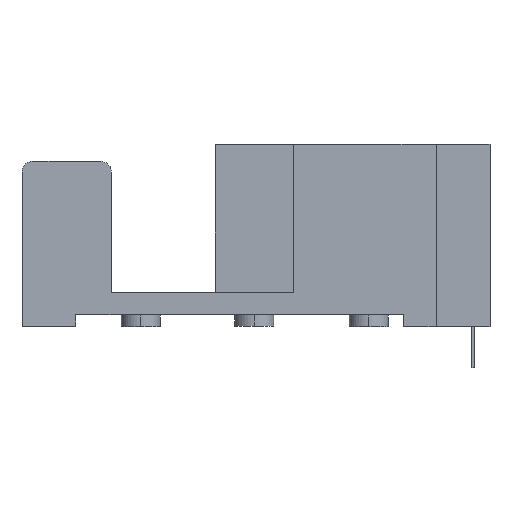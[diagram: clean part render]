
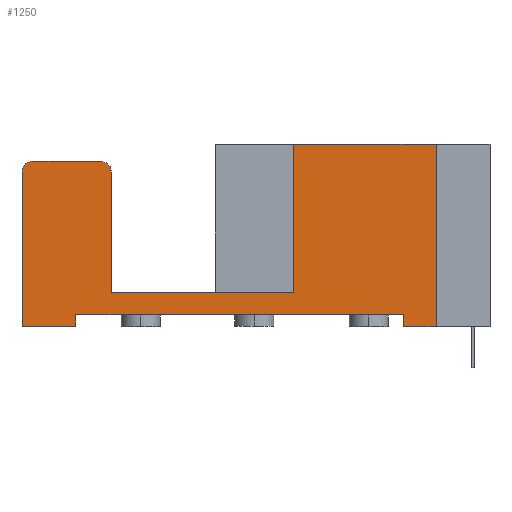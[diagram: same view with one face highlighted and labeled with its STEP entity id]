
A CAD part, top view. The second image highlights one B-rep face of the part: STEP entity #1250.
In plain terms, the highlighted planar face has unit normal (0, 0, 1).
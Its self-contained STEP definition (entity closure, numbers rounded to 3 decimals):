
#14 = DIRECTION ( 'NONE',  ( 1., 0., 0. ) ) ;
#127 = EDGE_CURVE ( 'NONE', #1811, #276, #5135, .T. ) ;
#261 = VECTOR ( 'NONE', #3693, 1000. ) ;
#276 = VERTEX_POINT ( 'NONE', #1391 ) ;
#290 = CARTESIAN_POINT ( 'NONE',  ( 17.399, 1.397, 15.062 ) ) ;
#297 = VERTEX_POINT ( 'NONE', #2885 ) ;
#322 = LINE ( 'NONE', #5837, #2606 ) ;
#334 = DIRECTION ( 'NONE',  ( 0., -1., 0. ) ) ;
#446 = VERTEX_POINT ( 'NONE', #5626 ) ;
#480 = CARTESIAN_POINT ( 'NONE',  ( 0., 19.431, 15.062 ) ) ;
#528 = VERTEX_POINT ( 'NONE', #6289 ) ;
#568 = CARTESIAN_POINT ( 'NONE',  ( 4.445, 21.463, 15.062 ) ) ;
#620 = ORIENTED_EDGE ( 'NONE', *, *, #662, .F. ) ;
#662 = EDGE_CURVE ( 'NONE', #3350, #4631, #965, .T. ) ;
#825 = DIRECTION ( 'NONE',  ( 0., -1., 0. ) ) ;
#965 = CIRCLE ( 'NONE', #4900, 1.27 ) ;
#968 = CARTESIAN_POINT ( 'NONE',  ( -17.018, 3.937, 15.062 ) ) ;
#976 = DIRECTION ( 'NONE',  ( -1., 0., 0. ) ) ;
#1021 = CARTESIAN_POINT ( 'NONE',  ( 17.399, 0., 15.062 ) ) ;
#1081 = CARTESIAN_POINT ( 'NONE',  ( 0., 0., 15.062 ) ) ;
#1190 = VECTOR ( 'NONE', #2221, 1000. ) ;
#1221 = DIRECTION ( 'NONE',  ( 1., 0., 0. ) ) ;
#1250 = ADVANCED_FACE ( 'NONE', ( #3889 ), #2755, .F. ) ;
#1274 = ORIENTED_EDGE ( 'NONE', *, *, #4452, .F. ) ;
#1306 = CARTESIAN_POINT ( 'NONE',  ( -21.209, 1.397, 15.062 ) ) ;
#1333 = VERTEX_POINT ( 'NONE', #6439 ) ;
#1391 = CARTESIAN_POINT ( 'NONE',  ( 17.399, 0., 15.062 ) ) ;
#1460 = VECTOR ( 'NONE', #5329, 1000. ) ;
#1478 = LINE ( 'NONE', #6011, #6194 ) ;
#1483 = DIRECTION ( 'NONE',  ( 1., 0., 0. ) ) ;
#1498 = ORIENTED_EDGE ( 'NONE', *, *, #4001, .F. ) ;
#1613 = CARTESIAN_POINT ( 'NONE',  ( -27.559, 18.161, 15.062 ) ) ;
#1811 = VERTEX_POINT ( 'NONE', #3511 ) ;
#1843 = CARTESIAN_POINT ( 'NONE',  ( -18.288, 19.431, 15.062 ) ) ;
#1924 = ORIENTED_EDGE ( 'NONE', *, *, #6615, .F. ) ;
#2000 = VERTEX_POINT ( 'NONE', #1613 ) ;
#2026 = VECTOR ( 'NONE', #6107, 1000. ) ;
#2047 = EDGE_LOOP ( 'NONE', ( #1274, #3200, #5990, #3157, #5840, #4672, #1924, #2686, #5499, #3168, #620, #5109, #4690, #1498 ) ) ;
#2084 = DIRECTION ( 'NONE',  ( 0., 0., -1. ) ) ;
#2124 = LINE ( 'NONE', #5598, #261 ) ;
#2221 = DIRECTION ( 'NONE',  ( 0., -1., 0. ) ) ;
#2322 = DIRECTION ( 'NONE',  ( -1., 0., 0. ) ) ;
#2477 = CARTESIAN_POINT ( 'NONE',  ( -18.288, 18.161, 15.062 ) ) ;
#2557 = VERTEX_POINT ( 'NONE', #3736 ) ;
#2606 = VECTOR ( 'NONE', #6379, 1000. ) ;
#2654 = CARTESIAN_POINT ( 'NONE',  ( -21.209, 0., 15.062 ) ) ;
#2686 = ORIENTED_EDGE ( 'NONE', *, *, #3440, .T. ) ;
#2715 = EDGE_CURVE ( 'NONE', #6187, #276, #3866, .T. ) ;
#2755 = PLANE ( 'NONE',  #5979 ) ;
#2786 = EDGE_CURVE ( 'NONE', #5050, #297, #3127, .T. ) ;
#2796 = VECTOR ( 'NONE', #4160, 1000. ) ;
#2822 = DIRECTION ( 'NONE',  ( 0., 0., -1. ) ) ;
#2855 = CARTESIAN_POINT ( 'NONE',  ( 0., 21.463, 15.062 ) ) ;
#2885 = CARTESIAN_POINT ( 'NONE',  ( -21.209, 0., 15.062 ) ) ;
#3117 = DIRECTION ( 'NONE',  ( -1., 0., 0. ) ) ;
#3127 = LINE ( 'NONE', #2654, #1190 ) ;
#3157 = ORIENTED_EDGE ( 'NONE', *, *, #2715, .T. ) ;
#3168 = ORIENTED_EDGE ( 'NONE', *, *, #5078, .F. ) ;
#3200 = ORIENTED_EDGE ( 'NONE', *, *, #2786, .F. ) ;
#3215 = VECTOR ( 'NONE', #825, 1000. ) ;
#3242 = VECTOR ( 'NONE', #3117, 1000. ) ;
#3254 = CARTESIAN_POINT ( 'NONE',  ( 0., 3.937, 15.062 ) ) ;
#3350 = VERTEX_POINT ( 'NONE', #1843 ) ;
#3440 = EDGE_CURVE ( 'NONE', #4567, #446, #1478, .T. ) ;
#3457 = VERTEX_POINT ( 'NONE', #968 ) ;
#3511 = CARTESIAN_POINT ( 'NONE',  ( 21.209, 0., 15.062 ) ) ;
#3570 = CARTESIAN_POINT ( 'NONE',  ( -27.559, 3.937, 15.062 ) ) ;
#3617 = LINE ( 'NONE', #1081, #3242 ) ;
#3693 = DIRECTION ( 'NONE',  ( 0., -1., 0. ) ) ;
#3736 = CARTESIAN_POINT ( 'NONE',  ( -27.559, 0., 15.062 ) ) ;
#3866 = LINE ( 'NONE', #1021, #3215 ) ;
#3889 = FACE_OUTER_BOUND ( 'NONE', #2047, .T. ) ;
#3914 = DIRECTION ( 'NONE',  ( -1., 0., 0. ) ) ;
#3955 = EDGE_CURVE ( 'NONE', #1333, #3350, #5098, .T. ) ;
#3980 = CARTESIAN_POINT ( 'NONE',  ( 0., 1.397, 15.062 ) ) ;
#4001 = EDGE_CURVE ( 'NONE', #2557, #2000, #4129, .T. ) ;
#4129 = LINE ( 'NONE', #3570, #2796 ) ;
#4160 = DIRECTION ( 'NONE',  ( 0., 1., 0. ) ) ;
#4409 = EDGE_CURVE ( 'NONE', #2000, #1333, #5474, .T. ) ;
#4440 = DIRECTION ( 'NONE',  ( 0., 0., -1. ) ) ;
#4452 = EDGE_CURVE ( 'NONE', #297, #2557, #3617, .T. ) ;
#4567 = VERTEX_POINT ( 'NONE', #568 ) ;
#4631 = VERTEX_POINT ( 'NONE', #4868 ) ;
#4672 = ORIENTED_EDGE ( 'NONE', *, *, #5692, .F. ) ;
#4690 = ORIENTED_EDGE ( 'NONE', *, *, #4409, .F. ) ;
#4868 = CARTESIAN_POINT ( 'NONE',  ( -17.018, 18.161, 15.062 ) ) ;
#4900 = AXIS2_PLACEMENT_3D ( 'NONE', #2477, #4440, #1483 ) ;
#4954 = LINE ( 'NONE', #3980, #5492 ) ;
#5050 = VERTEX_POINT ( 'NONE', #1306 ) ;
#5078 = EDGE_CURVE ( 'NONE', #4631, #3457, #322, .T. ) ;
#5098 = LINE ( 'NONE', #480, #5995 ) ;
#5109 = ORIENTED_EDGE ( 'NONE', *, *, #3955, .F. ) ;
#5135 = LINE ( 'NONE', #6036, #2026 ) ;
#5161 = AXIS2_PLACEMENT_3D ( 'NONE', #5551, #2084, #976 ) ;
#5299 = LINE ( 'NONE', #2855, #1460 ) ;
#5329 = DIRECTION ( 'NONE',  ( 1., 0., 0. ) ) ;
#5474 = CIRCLE ( 'NONE', #5161, 1.27 ) ;
#5492 = VECTOR ( 'NONE', #3914, 1000. ) ;
#5499 = ORIENTED_EDGE ( 'NONE', *, *, #5834, .F. ) ;
#5551 = CARTESIAN_POINT ( 'NONE',  ( -26.289, 18.161, 15.062 ) ) ;
#5598 = CARTESIAN_POINT ( 'NONE',  ( 21.209, 3.937, 15.062 ) ) ;
#5626 = CARTESIAN_POINT ( 'NONE',  ( 4.445, 3.937, 15.062 ) ) ;
#5692 = EDGE_CURVE ( 'NONE', #528, #1811, #2124, .T. ) ;
#5834 = EDGE_CURVE ( 'NONE', #3457, #446, #6397, .T. ) ;
#5837 = CARTESIAN_POINT ( 'NONE',  ( -17.018, 3.937, 15.062 ) ) ;
#5840 = ORIENTED_EDGE ( 'NONE', *, *, #127, .F. ) ;
#5894 = EDGE_CURVE ( 'NONE', #6187, #5050, #4954, .T. ) ;
#5979 = AXIS2_PLACEMENT_3D ( 'NONE', #6299, #2822, #2322 ) ;
#5990 = ORIENTED_EDGE ( 'NONE', *, *, #5894, .F. ) ;
#5995 = VECTOR ( 'NONE', #14, 1000. ) ;
#6011 = CARTESIAN_POINT ( 'NONE',  ( 4.445, 21.463, 15.062 ) ) ;
#6036 = CARTESIAN_POINT ( 'NONE',  ( 0., 0., 15.062 ) ) ;
#6107 = DIRECTION ( 'NONE',  ( -1., 0., 0. ) ) ;
#6187 = VERTEX_POINT ( 'NONE', #290 ) ;
#6194 = VECTOR ( 'NONE', #334, 1000. ) ;
#6289 = CARTESIAN_POINT ( 'NONE',  ( 21.209, 21.463, 15.062 ) ) ;
#6299 = CARTESIAN_POINT ( 'NONE',  ( 0., 3.937, 15.062 ) ) ;
#6379 = DIRECTION ( 'NONE',  ( 0., -1., 0. ) ) ;
#6397 = LINE ( 'NONE', #3254, #6556 ) ;
#6439 = CARTESIAN_POINT ( 'NONE',  ( -26.289, 19.431, 15.062 ) ) ;
#6556 = VECTOR ( 'NONE', #1221, 1000. ) ;
#6615 = EDGE_CURVE ( 'NONE', #4567, #528, #5299, .T. ) ;
